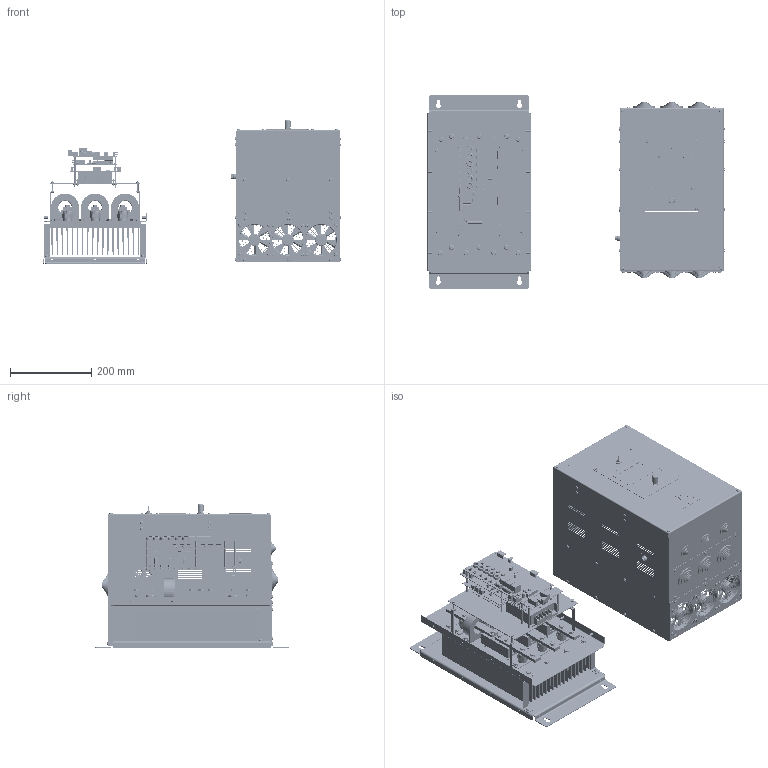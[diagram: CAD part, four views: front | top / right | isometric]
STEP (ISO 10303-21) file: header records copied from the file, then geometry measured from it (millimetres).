
FILE_DESCRIPTION(('STEP AP242'), '1');
FILE_NAME('Default file header', '2025-03-18T06:04:27', ('Default author'), ('Default organization'), 'C3D Converter', 'C3D Toolkit', 'Default authization');
FILE_SCHEMA(('AP242_MANAGED_MODEL_BASED_3D_ENGINEERING_MIM_LF { 1 0 10303 442 1 1 4 }'));
Length unit declared in the file: millimetre
Assembly tree (585 placements, depth 4):
  (unnamed)
    (unnamed)
      (unnamed)
    (unnamed)
      (unnamed)
    (unnamed)
      (unnamed)
    (unnamed)
      (unnamed)
    (unnamed)
      (unnamed)
    (unnamed)
      (unnamed)
    (unnamed)  x3
      (unnamed)
      (unnamed)
      (unnamed)
    (unnamed)
      (unnamed)
      (unnamed)
      (unnamed)
      (unnamed)
      (unnamed)
      (unnamed)
      (unnamed)
      (unnamed)
      (unnamed)
      (unnamed)
      (unnamed)
      (unnamed)
      (unnamed)
      (unnamed)
      (unnamed)
      (unnamed)
      (unnamed)
      (unnamed)
      (unnamed)
      (unnamed)
      (unnamed)
      (unnamed)
      (unnamed)
      (unnamed)
      (unnamed)
      (unnamed)
      (unnamed)
      (unnamed)
      (unnamed)
      (unnamed)
      (unnamed)
      (unnamed)
      (unnamed)
      (unnamed)
      (unnamed)
      (unnamed)
      (unnamed)
      (unnamed)
      (unnamed)
      (unnamed)
      (unnamed)
      (unnamed)
Bounding box: 732.07 x 478 x 353.22 mm (x, y, z)
Volume: 4665299.1 mm3; surface area: 3325542.1 mm2
Topology: 589 solids, 589 shells, 7723 faces, 18023 edges, 11950 vertices
Faces by surface type: plane 4739, cylinder 2141, cone 513, torus 251, sphere 79
Full cylindrical faces by diameter (mm): 1 x55, 1.5 x4, 1.857 x10, 2 x59, 2.3 x1, 2.5 x76, 2.6 x19, 2.7 x1, 3 x123, 3.2 x16, 3.235 x3, 3.294 x1, 3.3 x28, 3.5 x26, 3.685 x3, 4 x148, 4.2 x2, 4.3 x8, 4.5 x52, 5 x28, 5.2 x16, 5.5 x74, 5.9 x17, 6 x109, 6.4 x48, 6.5 x55, 6.6 x8, 7 x16, 7.5 x7, 8 x65
Entity records: 325588 total; most frequent: CARTESIAN_POINT 79752, DIRECTION 35855, ORIENTED_EDGE 30416, EDGE_CURVE 15208, AXIS2_PLACEMENT_3D 14091, VERTEX_POINT 11416, EDGE_LOOP 11257, PROPERTY_DEFINITION 10336
